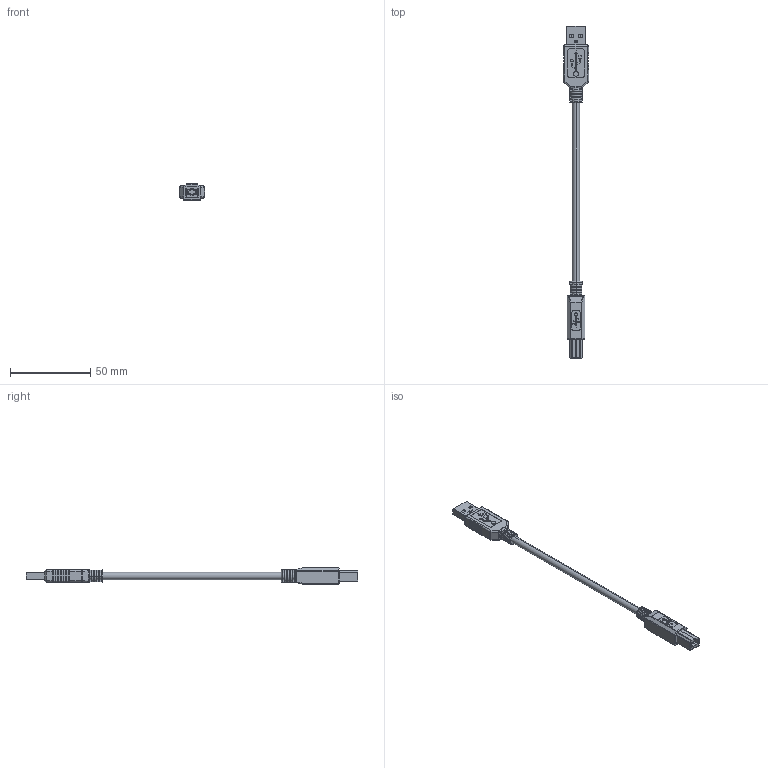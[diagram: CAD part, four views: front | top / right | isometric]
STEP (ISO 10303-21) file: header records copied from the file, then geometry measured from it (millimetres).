
FILE_DESCRIPTION (( 'STEP AP214' ), '1' );
FILE_NAME ('CSMUAB.STEP', '2018-12-10T23:35:37', ( '' ), ( '' ), 'SwSTEP 2.0', 'SolidWorks 2017', '' );
FILE_SCHEMA (( 'AUTOMOTIVE_DESIGN' ));
Length unit declared in the file: inch
Products named in the file (19): 1AA05-003-MA4; 1AA05-003-MA3; 3AB06-025_NO CABLE; 1AA05-003-MA1; CSMUAB-MA1; 1AA05-045-MA2; CSMUAB; 1AA05-004-MA3___; MTN-160_WITH NEW LOGO; 1AA05-004; 1AA05-004-MA4___; MTN-151_NO CABLE; 1AA05-004-MA1; 3AB06-026_WITH NEW LOGO; 1AA05-004-MA2_NOT CRIMPED; 1AA05-003_CRIMPED; 1AA05-003-MA2_CRIMPED; 1AA05-045-MA1; 1AA05-003-MA5
Assembly tree (23 placements, depth 5):
  CSMUAB
    CSMUAB-MA1
    3AB06-025_NO CABLE
      1AA05-003_CRIMPED
        1AA05-003-MA1
        1AA05-003-MA2_CRIMPED
        1AA05-003-MA3
        1AA05-003-MA4  x4
        1AA05-003-MA5
      MTN-151_NO CABLE
    3AB06-026_WITH NEW LOGO
      1AA05-004
        1AA05-004-MA4___
          1AA05-004-MA3___
          1AA05-045-MA1  x2
          1AA05-045-MA2  x2
        1AA05-004-MA1
        1AA05-004-MA2_NOT CRIMPED
      MTN-160_WITH NEW LOGO
Bounding box: 15.7 x 206.55 x 10 mm (x, y, z)
Volume: 10193.7 mm3; surface area: 12813.6 mm2
Topology: 22 solids, 22 shells, 1488 faces, 3910 edges, 2482 vertices
Faces by surface type: plane 962, cylinder 334, bspline 142, sphere 38, torus 12
Entity records: 46874 total; most frequent: CARTESIAN_POINT 12712, ORIENTED_EDGE 7044, DIRECTION 6329, EDGE_CURVE 3522, LINE 2583, VECTOR 2583, VERTEX_POINT 2270, AXIS2_PLACEMENT_3D 1873
